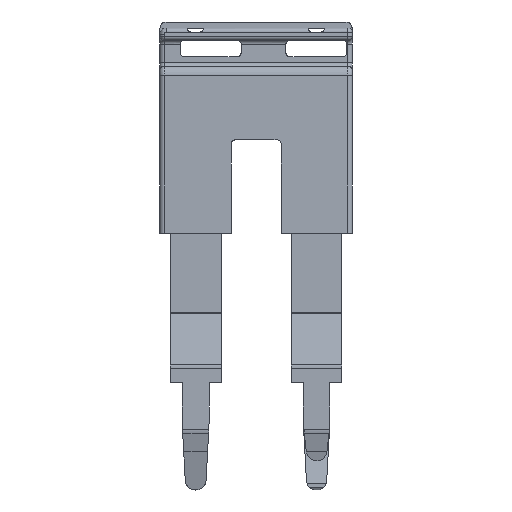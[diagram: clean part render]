
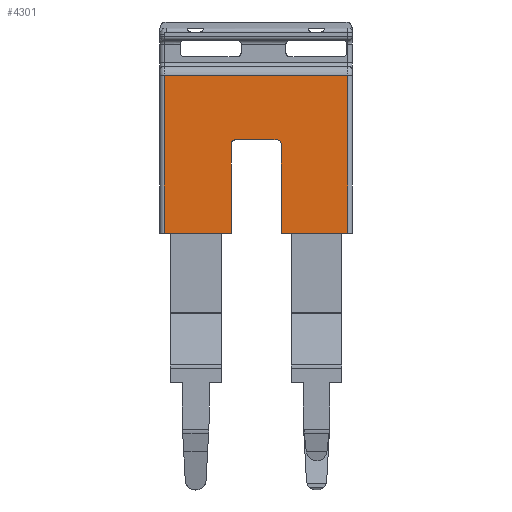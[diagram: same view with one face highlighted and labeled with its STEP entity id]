
A CAD part, front view. The second image highlights one B-rep face of the part: STEP entity #4301.
In plain terms, the highlighted planar face has unit normal (0, -1, 0).
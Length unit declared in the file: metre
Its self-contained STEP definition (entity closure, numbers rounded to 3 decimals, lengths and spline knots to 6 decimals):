
#76=CIRCLE('',#4574,0.0002);
#77=CIRCLE('',#4575,0.0002);
#246=PLANE('',#4573);
#387=FACE_OUTER_BOUND('',#612,.T.);
#612=EDGE_LOOP('',(#3002,#3003,#3004,#3005,#3006,#3007,#3008,#3009,#3010,
#3011));
#992=LINE('',#7036,#1419);
#993=LINE('',#7038,#1420);
#994=LINE('',#7040,#1421);
#995=LINE('',#7042,#1422);
#996=LINE('',#7044,#1423);
#997=LINE('',#7046,#1424);
#998=LINE('',#7050,#1425);
#999=LINE('',#7053,#1426);
#1419=VECTOR('',#5206,0.003293);
#1420=VECTOR('',#5207,0.007769);
#1421=VECTOR('',#5208,0.009057);
#1422=VECTOR('',#5209,0.007769);
#1423=VECTOR('',#5210,0.003315);
#1424=VECTOR('',#5211,0.004397);
#1425=VECTOR('',#5214,0.00205);
#1426=VECTOR('',#5217,0.004397);
#1901=VERTEX_POINT('',#7034);
#1902=VERTEX_POINT('',#7035);
#1903=VERTEX_POINT('',#7037);
#1904=VERTEX_POINT('',#7039);
#1905=VERTEX_POINT('',#7041);
#1906=VERTEX_POINT('',#7043);
#1907=VERTEX_POINT('',#7045);
#1908=VERTEX_POINT('',#7047);
#1909=VERTEX_POINT('',#7049);
#1910=VERTEX_POINT('',#7051);
#2338=EDGE_CURVE('',#1901,#1902,#992,.T.);
#2339=EDGE_CURVE('',#1901,#1903,#993,.T.);
#2340=EDGE_CURVE('',#1903,#1904,#994,.T.);
#2341=EDGE_CURVE('',#1904,#1905,#995,.F.);
#2342=EDGE_CURVE('',#1906,#1905,#996,.T.);
#2343=EDGE_CURVE('',#1906,#1907,#997,.T.);
#2344=EDGE_CURVE('',#1907,#1908,#76,.F.);
#2345=EDGE_CURVE('',#1908,#1909,#998,.T.);
#2346=EDGE_CURVE('',#1909,#1910,#77,.F.);
#2347=EDGE_CURVE('',#1910,#1902,#999,.T.);
#3002=ORIENTED_EDGE('',*,*,#2338,.F.);
#3003=ORIENTED_EDGE('',*,*,#2339,.T.);
#3004=ORIENTED_EDGE('',*,*,#2340,.T.);
#3005=ORIENTED_EDGE('',*,*,#2341,.T.);
#3006=ORIENTED_EDGE('',*,*,#2342,.F.);
#3007=ORIENTED_EDGE('',*,*,#2343,.T.);
#3008=ORIENTED_EDGE('',*,*,#2344,.T.);
#3009=ORIENTED_EDGE('',*,*,#2345,.T.);
#3010=ORIENTED_EDGE('',*,*,#2346,.T.);
#3011=ORIENTED_EDGE('',*,*,#2347,.T.);
#4301=ADVANCED_FACE('',(#387),#246,.T.);
#4573=AXIS2_PLACEMENT_3D('',#7033,#5204,#5205);
#4574=AXIS2_PLACEMENT_3D('',#7048,#5212,#5213);
#4575=AXIS2_PLACEMENT_3D('',#7052,#5215,#5216);
#5204=DIRECTION('center_axis',(0.,-1.,0.));
#5205=DIRECTION('ref_axis',(0.,0.,-1.));
#5206=DIRECTION('',(-1.,0.,0.));
#5207=DIRECTION('',(0.,0.,1.));
#5208=DIRECTION('',(-1.,0.,0.));
#5209=DIRECTION('',(0.,0.,1.));
#5210=DIRECTION('',(-1.,0.,0.));
#5211=DIRECTION('',(0.,0.,1.));
#5212=DIRECTION('center_axis',(0.,-1.,0.));
#5213=DIRECTION('ref_axis',(0.,0.,-1.));
#5214=DIRECTION('',(1.,0.,0.));
#5215=DIRECTION('center_axis',(0.,-1.,0.));
#5216=DIRECTION('ref_axis',(0.,0.,-1.));
#5217=DIRECTION('',(0.,0.,-1.));
#7033=CARTESIAN_POINT('Origin',(0.028525,-0.001,-0.003885));
#7034=CARTESIAN_POINT('',(-0.019268,-0.001,-0.003885));
#7035=CARTESIAN_POINT('',(-0.02256,-0.001,-0.003885));
#7036=CARTESIAN_POINT('',(-0.019268,-0.001,-0.003885));
#7037=CARTESIAN_POINT('',(-0.019268,-0.001,0.003885));
#7038=CARTESIAN_POINT('',(-0.019268,-0.001,-0.003885));
#7039=CARTESIAN_POINT('',(-0.028325,-0.001,0.003885));
#7040=CARTESIAN_POINT('',(-0.019268,-0.001,0.003885));
#7041=CARTESIAN_POINT('',(-0.028325,-0.001,-0.003885));
#7042=CARTESIAN_POINT('',(-0.028325,-0.001,-0.003885));
#7043=CARTESIAN_POINT('',(-0.02501,-0.001,-0.003885));
#7044=CARTESIAN_POINT('',(-0.02501,-0.001,-0.003885));
#7045=CARTESIAN_POINT('',(-0.02501,-0.001,0.000513));
#7046=CARTESIAN_POINT('',(-0.02501,-0.001,-0.003885));
#7047=CARTESIAN_POINT('',(-0.02481,-0.001,0.000713));
#7048=CARTESIAN_POINT('Origin',(-0.02481,-0.001,0.000513));
#7049=CARTESIAN_POINT('',(-0.02276,-0.001,0.000713));
#7050=CARTESIAN_POINT('',(-0.02481,-0.001,0.000713));
#7051=CARTESIAN_POINT('',(-0.02256,-0.001,0.000513));
#7052=CARTESIAN_POINT('Origin',(-0.02276,-0.001,0.000513));
#7053=CARTESIAN_POINT('',(-0.02256,-0.001,0.000513));
